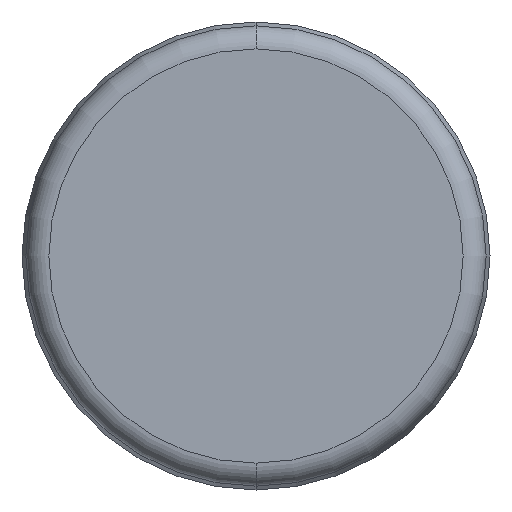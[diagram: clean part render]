
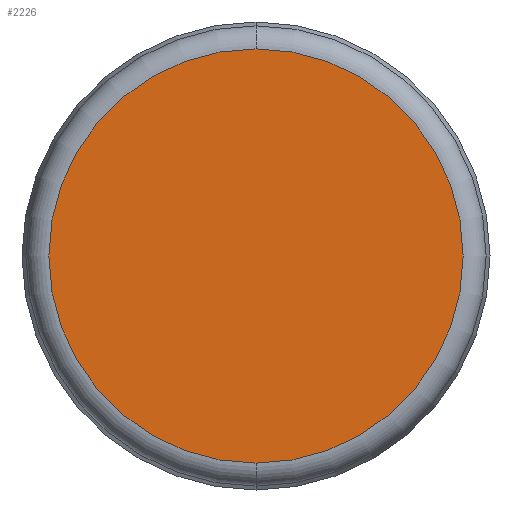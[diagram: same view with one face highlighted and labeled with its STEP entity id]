
A CAD part, front view. The second image highlights one B-rep face of the part: STEP entity #2226.
In plain terms, the highlighted planar face has unit normal (0, -1, 0).
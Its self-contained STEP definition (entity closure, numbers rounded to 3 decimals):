
#4 = DIRECTION ( 'NONE',  ( 0., 0., 1. ) ) ;
#6 = DIRECTION ( 'NONE',  ( 0., -1., 0. ) ) ;
#135 = AXIS2_PLACEMENT_3D ( 'NONE', #5291, #2579, #4326 ) ;
#324 = CIRCLE ( 'NONE', #135, 2.7 ) ;
#425 = CARTESIAN_POINT ( 'NONE',  ( 0., -15.106, 0. ) ) ;
#1032 = VERTEX_POINT ( 'NONE', #3714 ) ;
#1493 = ORIENTED_EDGE ( 'NONE', *, *, #5006, .T. ) ;
#1933 = DIRECTION ( 'NONE',  ( 0., 0., 1. ) ) ;
#2034 = EDGE_LOOP ( 'NONE', ( #4014, #1493 ) ) ;
#2226 = ADVANCED_FACE ( 'Defeature ausgef�hrt1_21', ( #4865 ), #4953, .F. ) ;
#2433 = EDGE_CURVE ( 'Defeature ausgef�hrt1_21+Defeature ausgef�hrt1_23+Defeature ausgef�hrt1_23+Defeature ausgef�hrt1_23', #1032, #2928, #324, .T. ) ;
#2579 = DIRECTION ( 'NONE',  ( 0., -1., 0. ) ) ;
#2928 = VERTEX_POINT ( 'NONE', #3288 ) ;
#3179 = DIRECTION ( 'NONE',  ( 0., 1., 0. ) ) ;
#3288 = CARTESIAN_POINT ( 'NONE',  ( 0., -15.106, -2.7 ) ) ;
#3714 = CARTESIAN_POINT ( 'NONE',  ( 0., -15.106, 2.7 ) ) ;
#4014 = ORIENTED_EDGE ( 'NONE', *, *, #2433, .T. ) ;
#4326 = DIRECTION ( 'NONE',  ( 0., 0., 1. ) ) ;
#4719 = AXIS2_PLACEMENT_3D ( 'NONE', #425, #3179, #4 ) ;
#4865 = FACE_OUTER_BOUND ( 'NONE', #2034, .T. ) ;
#4953 = PLANE ( 'NONE',  #4719 ) ;
#5006 = EDGE_CURVE ( 'Defeature ausgef�hrt1_21+Defeature ausgef�hrt1_23+Defeature ausgef�hrt1_23+Defeature ausgef�hrt1_23', #2928, #1032, #5840, .T. ) ;
#5291 = CARTESIAN_POINT ( 'NONE',  ( 0., -15.106, 0. ) ) ;
#5458 = CARTESIAN_POINT ( 'NONE',  ( 0., -15.106, 0. ) ) ;
#5759 = AXIS2_PLACEMENT_3D ( 'NONE', #5458, #6, #1933 ) ;
#5840 = CIRCLE ( 'NONE', #5759, 2.7 ) ;
